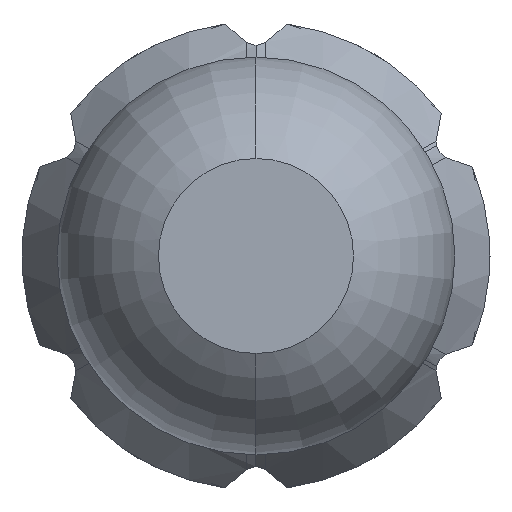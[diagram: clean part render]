
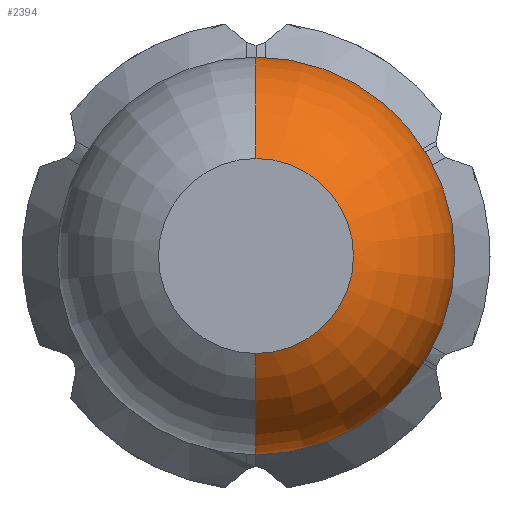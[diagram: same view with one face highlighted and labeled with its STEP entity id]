
A CAD part, front view. The second image highlights one B-rep face of the part: STEP entity #2394.
In plain terms, the highlighted toroidal (fillet/blend) face has major radius 0.01 mm and minor radius 0.5 mm.
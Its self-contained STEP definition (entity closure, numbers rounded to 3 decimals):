
#166 = FACE_OUTER_BOUND ( 'NONE', #2211, .T. ) ;
#203 = DIRECTION ( 'NONE',  ( 0., -1., 0. ) ) ;
#340 = ORIENTED_EDGE ( 'NONE', *, *, #1900, .F. ) ;
#578 = CARTESIAN_POINT ( 'NONE',  ( 0., -30.4, 0.25 ) ) ;
#589 = DIRECTION ( 'NONE',  ( 0., 0., -1. ) ) ;
#774 = AXIS2_PLACEMENT_3D ( 'NONE', #2836, #1167, #4020 ) ;
#877 = CIRCLE ( 'NONE', #4480, 0.5 ) ;
#941 = DIRECTION ( 'NONE',  ( 1., 0., 0. ) ) ;
#1128 = VERTEX_POINT ( 'NONE', #4886 ) ;
#1167 = DIRECTION ( 'NONE',  ( 0., 1., 0. ) ) ;
#1290 = DIRECTION ( 'NONE',  ( 0., 1., 0. ) ) ;
#1304 = CIRCLE ( 'NONE', #4349, 0.5 ) ;
#1484 = EDGE_CURVE ( 'Defeature ausgef�hrt1_41+Defeature ausgef�hrt1_40+Defeature ausgef�hrt1_40+Defeature ausgef�hrt1_40', #1128, #3115, #4681, .T. ) ;
#1546 = ORIENTED_EDGE ( 'NONE', *, *, #5082, .F. ) ;
#1758 = TOROIDAL_SURFACE ( 'NONE', #4569, 0.01, 0.5 ) ;
#1900 = EDGE_CURVE ( 'NONE', #3950, #1128, #877, .T. ) ;
#2091 = DIRECTION ( 'NONE',  ( 0., 0., 1. ) ) ;
#2211 = EDGE_LOOP ( 'NONE', ( #1546, #4896, #2347, #340 ) ) ;
#2251 = AXIS2_PLACEMENT_3D ( 'NONE', #3032, #203, #589 ) ;
#2347 = ORIENTED_EDGE ( 'NONE', *, *, #1484, .F. ) ;
#2394 = ADVANCED_FACE ( 'Defeature ausgef�hrt1_40', ( #166 ), #1758, .T. ) ;
#2534 = CARTESIAN_POINT ( 'NONE',  ( 0., -29.961, 0. ) ) ;
#2705 = CARTESIAN_POINT ( 'NONE',  ( 0., -30.4, -0.25 ) ) ;
#2836 = CARTESIAN_POINT ( 'NONE',  ( 0., -29.961, 0. ) ) ;
#3032 = CARTESIAN_POINT ( 'NONE',  ( 0., -30.4, 0. ) ) ;
#3115 = VERTEX_POINT ( 'NONE', #3541 ) ;
#3271 = CARTESIAN_POINT ( 'NONE',  ( 0., -29.961, 0.01 ) ) ;
#3349 = EDGE_CURVE ( 'NONE', #3401, #3115, #1304, .T. ) ;
#3372 = CARTESIAN_POINT ( 'NONE',  ( 0., -29.961, -0.01 ) ) ;
#3401 = VERTEX_POINT ( 'NONE', #2705 ) ;
#3541 = CARTESIAN_POINT ( 'NONE',  ( 0., -29.961, -0.51 ) ) ;
#3796 = DIRECTION ( 'NONE',  ( 0., 0., -1. ) ) ;
#3950 = VERTEX_POINT ( 'NONE', #578 ) ;
#4020 = DIRECTION ( 'NONE',  ( 0., 0., 1. ) ) ;
#4144 = DIRECTION ( 'NONE',  ( 0., 0., 1. ) ) ;
#4349 = AXIS2_PLACEMENT_3D ( 'NONE', #3372, #941, #3796 ) ;
#4480 = AXIS2_PLACEMENT_3D ( 'NONE', #3271, #4483, #4144 ) ;
#4483 = DIRECTION ( 'NONE',  ( -1., 0., 0. ) ) ;
#4569 = AXIS2_PLACEMENT_3D ( 'NONE', #2534, #1290, #2091 ) ;
#4681 = CIRCLE ( 'NONE', #774, 0.51 ) ;
#4886 = CARTESIAN_POINT ( 'NONE',  ( 0., -29.961, 0.51 ) ) ;
#4896 = ORIENTED_EDGE ( 'NONE', *, *, #3349, .T. ) ;
#5082 = EDGE_CURVE ( 'Defeature ausgef�hrt1_42+Defeature ausgef�hrt1_40+Defeature ausgef�hrt1_40+Defeature ausgef�hrt1_40', #3401, #3950, #5240, .T. ) ;
#5240 = CIRCLE ( 'NONE', #2251, 0.25 ) ;
